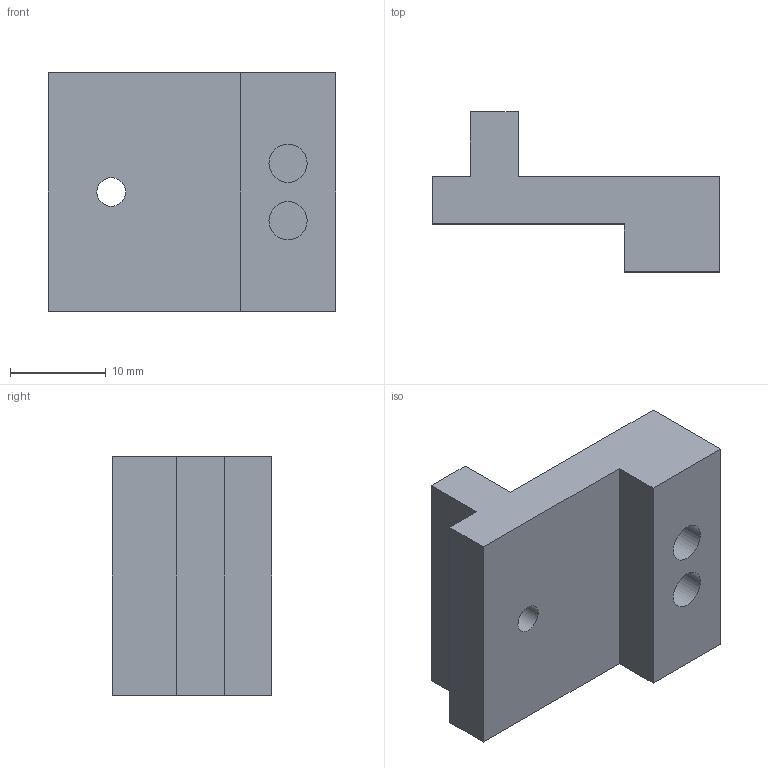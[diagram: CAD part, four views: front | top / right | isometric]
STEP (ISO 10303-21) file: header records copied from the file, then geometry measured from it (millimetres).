
FILE_DESCRIPTION(/* description */ (''),/* implementation_level */ '2;1');
FILE_NAME(/* name */ '',/* time_stamp */ '2025-12-09T18:12:47+03:00',/* author */ ('katya_notebook'),/* organization */ (''),/* preprocessor_version */ 'ST-DEVELOPER v20',/* originating_system */ 'Autodesk Inventor 2024',/* authorisation */ '');
FILE_SCHEMA (('AUTOMOTIVE_DESIGN { 1 0 10303 214 3 1 1 }'));
Length unit declared in the file: millimetre
Products named in the file (1): крепление tcrt5000
Bounding box: 30.1 x 16.72 x 25 mm (x, y, z)
Volume: 5643.2 mm3; surface area: 3030.8 mm2
Topology: 1 solids, 1 shells, 17 faces, 39 edges, 28 vertices
Faces by surface type: plane 14, cylinder 3
Full cylindrical faces by diameter (mm): 3 x1, 4 x2
Entity records: 539 total; most frequent: CARTESIAN_POINT 85, DIRECTION 81, ORIENTED_EDGE 78, EDGE_CURVE 39, LINE 33, VECTOR 33, VERTEX_POINT 26, AXIS2_PLACEMENT_3D 24
